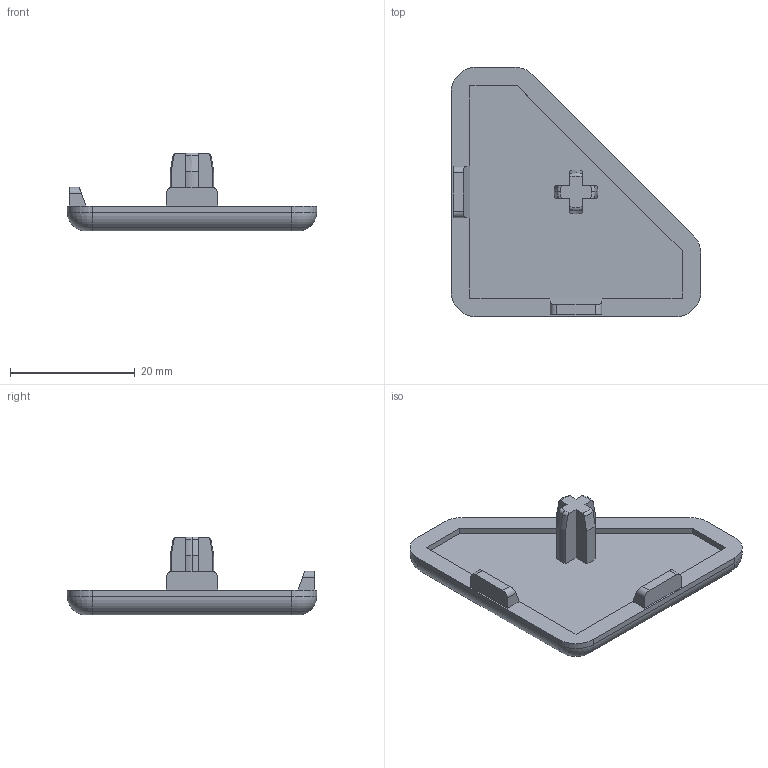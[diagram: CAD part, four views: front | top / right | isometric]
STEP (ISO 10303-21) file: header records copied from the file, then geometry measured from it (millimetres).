
FILE_DESCRIPTION(('STEP AP214'),'1');
FILE_NAME('fath_091048.stp','2017-05-01T06:12:53',('TraceParts'),('TraceParts S.A.'),'Spatial InterOp 3D',' ',' ');
FILE_SCHEMA(('automotive_design'));
Length unit declared in the file: millimetre
Products named in the file (1): fath_091048
Bounding box: 40 x 40 x 12.5 mm (x, y, z)
Volume: 4026.2 mm3; surface area: 3225 mm2
Topology: 1 solids, 1 shells, 69 faces, 177 edges, 112 vertices
Faces by surface type: plane 32, cylinder 20, torus 11, cone 6
Entity records: 2691 total; most frequent: CARTESIAN_POINT 435, ORIENTED_EDGE 354, DIRECTION 352, EDGE_CURVE 177, AXIS2_PLACEMENT_3D 125, VERTEX_POINT 112, LINE 102, VECTOR 102
